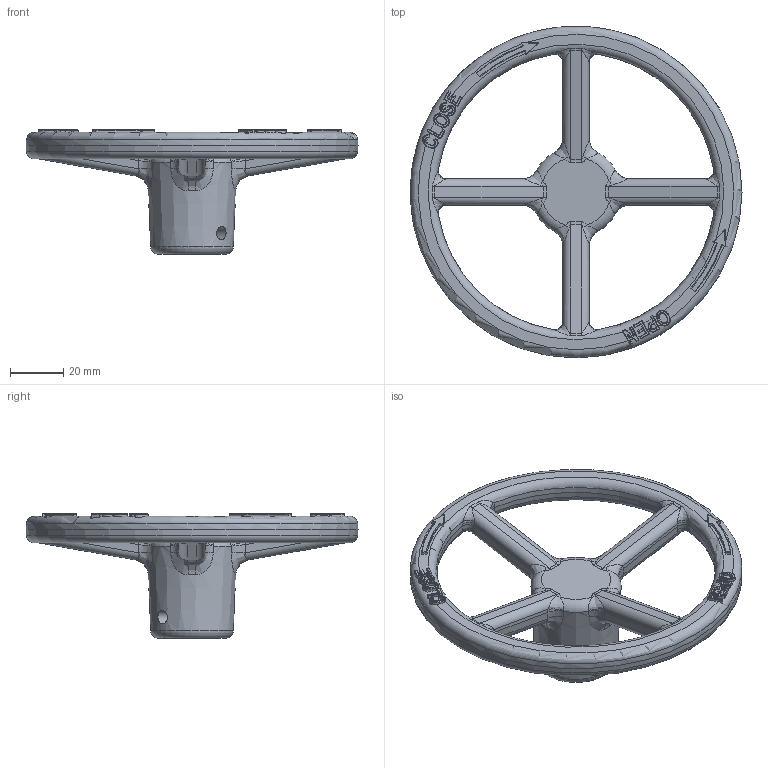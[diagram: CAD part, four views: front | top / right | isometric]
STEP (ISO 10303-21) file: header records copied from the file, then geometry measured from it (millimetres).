
FILE_DESCRIPTION(/* description */ ('Unknown'),/* implementation_level */ '2;1');
FILE_NAME(/* name */ '242-01419-1 M',/* time_stamp */ '2017-06-09T09:53:04+02:00',/* author */ ('Unknown'),/* organization */ ('Unknown'),/* preprocessor_version */ 'ST-DEVELOPER v16.7',/* originating_system */ 'DEX',/* authorisation */ $);
FILE_SCHEMA (('AUTOMOTIVE_DESIGN {1 0 10303 214 3 1 1}'));
Length unit declared in the file: millimetre
Products named in the file (1): 242-01419-1 M
Bounding box: 125 x 125 x 47 mm (x, y, z)
Volume: 81485.8 mm3; surface area: 30645.1 mm2
Topology: 1 solids, 1 shells, 493 faces, 1254 edges, 709 vertices
Faces by surface type: bspline 162, cylinder 132, plane 112, sphere 49, torus 22, cone 16
Full cylindrical faces by diameter (mm): 5 x2, 16 x1
Entity records: 18445 total; most frequent: CARTESIAN_POINT 8236, ORIENTED_EDGE 2336, DIRECTION 1853, EDGE_CURVE 1168, AXIS2_PLACEMENT_3D 772, VERTEX_POINT 693, FACE_BOUND 521, EDGE_LOOP 520
